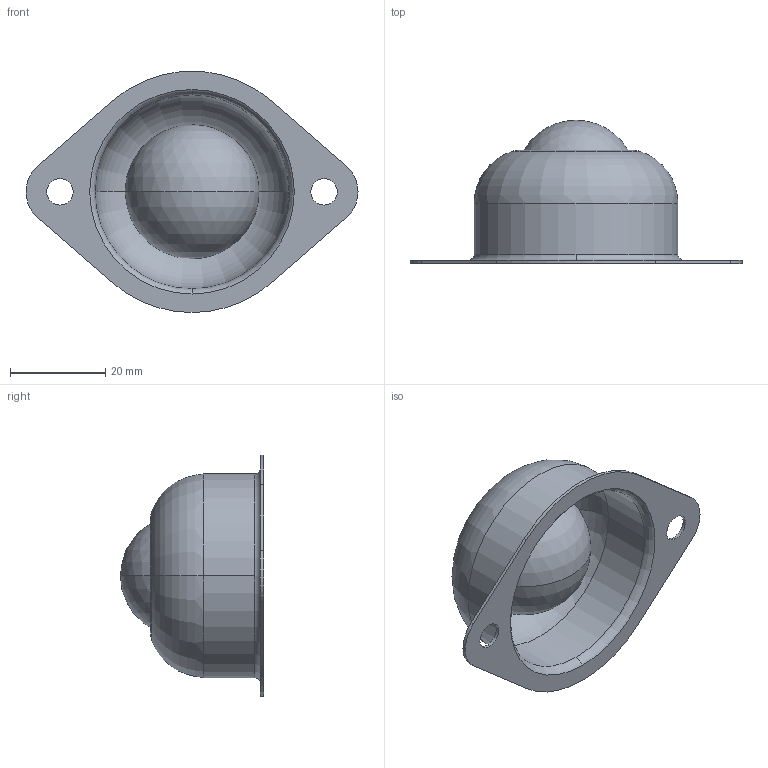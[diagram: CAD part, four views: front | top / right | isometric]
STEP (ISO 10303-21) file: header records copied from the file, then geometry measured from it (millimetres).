
FILE_DESCRIPTION (( 'STEP AP203' ), '1' );
FILE_NAME ('5674K1_Flange-Mount Ball Transfer.STEP', '2021-09-08T12:24:51', ( 'Administrator' ), ( 'Managed by Terraform' ), 'SwSTEP 2.0', 'SolidWorks 2017', '' );
FILE_SCHEMA (( 'CONFIG_CONTROL_DESIGN' ));
Length unit declared in the file: inch
Products named in the file (1): 5674K1_Flange-Mount Ball Transfer
Bounding box: 69.85 x 30.16 x 50.72 mm (x, y, z)
Volume: 14223.1 mm3; surface area: 13795.8 mm2
Topology: 2 solids, 2 shells, 38 faces, 102 edges, 65 vertices
Faces by surface type: cylinder 13, torus 12, plane 7, sphere 6
Entity records: 1190 total; most frequent: DIRECTION 227, CARTESIAN_POINT 182, ORIENTED_EDGE 174, AXIS2_PLACEMENT_3D 101, EDGE_CURVE 87, CIRCLE 62, VERTEX_POINT 56, EDGE_LOOP 45
